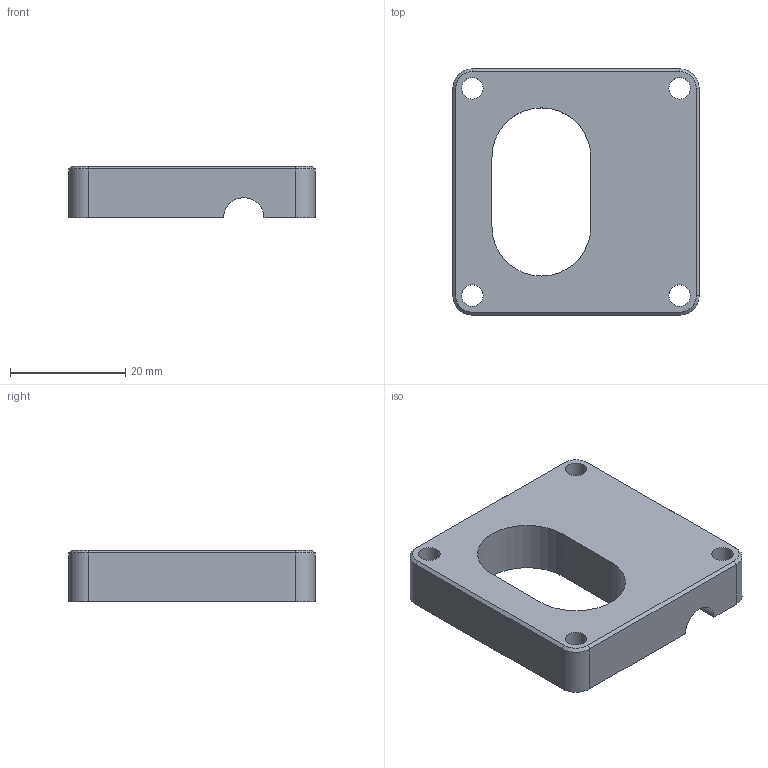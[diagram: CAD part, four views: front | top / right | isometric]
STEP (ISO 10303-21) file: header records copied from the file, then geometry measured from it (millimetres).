
FILE_DESCRIPTION(/* description */ (''),/* implementation_level */ '2;1');
FILE_NAME(/* name */ 'P-MOUNTING-ULTIM-LAYER4.step',/* time_stamp */ '2016-07-22T13:18:32+01:00',/* author */ (''),/* organization */ (''),/* preprocessor_version */ 'ST-DEVELOPER v16.5',/* originating_system */ 'Autodesk Translation Framework v5.1.0.2740',/* authorisation */ '');
FILE_SCHEMA (('AUTOMOTIVE_DESIGN { 1 0 10303 214 3 1 1 }'));
Length unit declared in the file: centimetre
Products named in the file (1): Layer 4 v5
Bounding box: 42.75 x 42.75 x 9 mm (x, y, z)
Volume: 9696.5 mm3; surface area: 5560.7 mm2
Topology: 1 solids, 1 shells, 32 faces, 82 edges, 52 vertices
Faces by surface type: plane 15, cylinder 13, cone 4
Full cylindrical faces by diameter (mm): 3.75 x4
Entity records: 1004 total; most frequent: DIRECTION 174, CARTESIAN_POINT 172, ORIENTED_EDGE 156, EDGE_CURVE 78, AXIS2_PLACEMENT_3D 64, VERTEX_POINT 52, EDGE_LOOP 46, LINE 46
